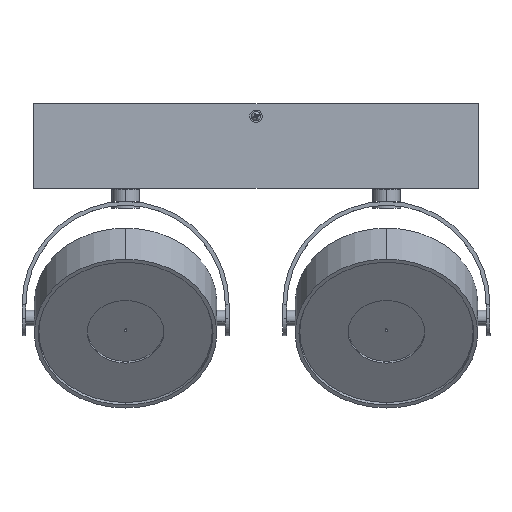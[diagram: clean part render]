
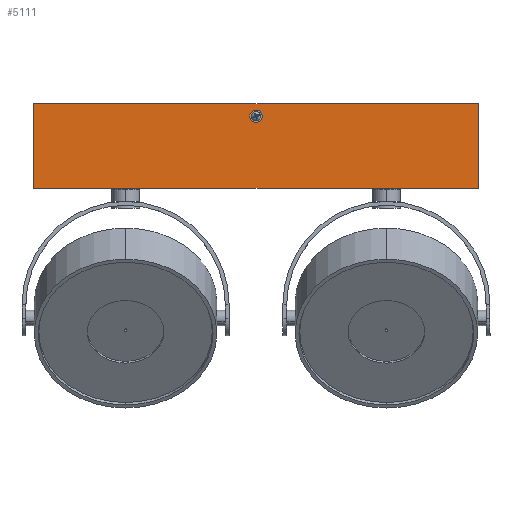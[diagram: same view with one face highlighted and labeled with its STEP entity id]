
A CAD part, top view. The second image highlights one B-rep face of the part: STEP entity #5111.
In plain terms, the highlighted planar face has unit normal (0, 0, 1).
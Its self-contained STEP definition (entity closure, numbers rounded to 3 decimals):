
#25 = AXIS2_PLACEMENT_3D ( 'NONE', #93, #12963, #1945 ) ;
#93 = CARTESIAN_POINT ( 'NONE',  ( 0., 48.5, 25. ) ) ;
#890 = AXIS2_PLACEMENT_3D ( 'NONE', #13949, #2949, #15774 ) ;
#1184 = ORIENTED_EDGE ( 'NONE', *, *, #7689, .F. ) ;
#1185 = VECTOR ( 'NONE', #3355, 1000. ) ;
#1471 = CARTESIAN_POINT ( 'NONE',  ( -2.25, 45.5, 25. ) ) ;
#1684 = CARTESIAN_POINT ( 'NONE',  ( -145., 0., 25. ) ) ;
#1945 = DIRECTION ( 'NONE',  ( 1., 0., 0. ) ) ;
#2073 = LINE ( 'NONE', #22485, #22334 ) ;
#2276 = EDGE_LOOP ( 'NONE', ( #16406, #1184, #19119, #6494 ) ) ;
#2464 = CARTESIAN_POINT ( 'NONE',  ( 2.25, 45.5, 25. ) ) ;
#2472 = VERTEX_POINT ( 'NONE', #6547 ) ;
#2924 = LINE ( 'NONE', #14244, #7822 ) ;
#2949 = DIRECTION ( 'NONE',  ( 0., 0., 1. ) ) ;
#3188 = CARTESIAN_POINT ( 'NONE',  ( 145., 55., 25. ) ) ;
#3355 = DIRECTION ( 'NONE',  ( 0., -1., 0. ) ) ;
#3821 = CIRCLE ( 'NONE', #25, 2.25 ) ;
#4010 = ORIENTED_EDGE ( 'NONE', *, *, #8154, .T. ) ;
#5011 = PLANE ( 'NONE',  #5640 ) ;
#5111 = ADVANCED_FACE ( 'NONE', ( #22684, #12773 ), #5011, .F. ) ;
#5185 = EDGE_LOOP ( 'NONE', ( #4010, #8057, #9816, #22357 ) ) ;
#5238 = LINE ( 'NONE', #11819, #19951 ) ;
#5562 = CARTESIAN_POINT ( 'NONE',  ( 145., 55., 25. ) ) ;
#5640 = AXIS2_PLACEMENT_3D ( 'NONE', #6847, #21664, #10537 ) ;
#6024 = CARTESIAN_POINT ( 'NONE',  ( -2.25, 45.5, 25. ) ) ;
#6416 = CARTESIAN_POINT ( 'NONE',  ( 2.25, 48.5, 25. ) ) ;
#6494 = ORIENTED_EDGE ( 'NONE', *, *, #7986, .F. ) ;
#6547 = CARTESIAN_POINT ( 'NONE',  ( -2.25, 48.5, 25. ) ) ;
#6630 = CARTESIAN_POINT ( 'NONE',  ( -145., 55., 25. ) ) ;
#6795 = VERTEX_POINT ( 'NONE', #6416 ) ;
#6847 = CARTESIAN_POINT ( 'NONE',  ( 145., 0., 25. ) ) ;
#7336 = DIRECTION ( 'NONE',  ( -1., 0., 0. ) ) ;
#7559 = EDGE_CURVE ( 'NONE', #23219, #6795, #2073, .T. ) ;
#7689 = EDGE_CURVE ( 'NONE', #10199, #23219, #12720, .T. ) ;
#7822 = VECTOR ( 'NONE', #16079, 1000. ) ;
#7837 = EDGE_CURVE ( 'NONE', #2472, #10199, #11546, .T. ) ;
#7986 = EDGE_CURVE ( 'NONE', #6795, #2472, #3821, .T. ) ;
#8057 = ORIENTED_EDGE ( 'NONE', *, *, #8226, .F. ) ;
#8154 = EDGE_CURVE ( 'NONE', #19046, #22564, #5238, .T. ) ;
#8226 = EDGE_CURVE ( 'NONE', #23238, #22564, #18233, .T. ) ;
#8332 = EDGE_CURVE ( 'NONE', #18780, #23238, #2924, .T. ) ;
#8511 = EDGE_CURVE ( 'NONE', #18780, #19046, #22881, .T. ) ;
#8674 = VECTOR ( 'NONE', #7336, 1000. ) ;
#9507 = DIRECTION ( 'NONE',  ( 0., 1., 0. ) ) ;
#9816 = ORIENTED_EDGE ( 'NONE', *, *, #8332, .F. ) ;
#10069 = DIRECTION ( 'NONE',  ( 0., -1., 0. ) ) ;
#10199 = VERTEX_POINT ( 'NONE', #6024 ) ;
#10537 = DIRECTION ( 'NONE',  ( -1., 0., 0. ) ) ;
#11546 = LINE ( 'NONE', #1471, #1185 ) ;
#11819 = CARTESIAN_POINT ( 'NONE',  ( -145., 0., 25. ) ) ;
#12072 = DIRECTION ( 'NONE',  ( -1., 0., 0. ) ) ;
#12720 = CIRCLE ( 'NONE', #890, 2.25 ) ;
#12773 = FACE_OUTER_BOUND ( 'NONE', #5185, .T. ) ;
#12963 = DIRECTION ( 'NONE',  ( 0., 0., 1. ) ) ;
#13852 = VECTOR ( 'NONE', #12072, 1000. ) ;
#13949 = CARTESIAN_POINT ( 'NONE',  ( 0., 45.5, 25. ) ) ;
#14244 = CARTESIAN_POINT ( 'NONE',  ( 145., 0., 25. ) ) ;
#15310 = CARTESIAN_POINT ( 'NONE',  ( 145., 0., 25. ) ) ;
#15774 = DIRECTION ( 'NONE',  ( 1., 0., 0. ) ) ;
#16079 = DIRECTION ( 'NONE',  ( 0., -1., 0. ) ) ;
#16406 = ORIENTED_EDGE ( 'NONE', *, *, #7559, .F. ) ;
#18233 = LINE ( 'NONE', #23231, #13852 ) ;
#18780 = VERTEX_POINT ( 'NONE', #3188 ) ;
#19046 = VERTEX_POINT ( 'NONE', #6630 ) ;
#19119 = ORIENTED_EDGE ( 'NONE', *, *, #7837, .F. ) ;
#19951 = VECTOR ( 'NONE', #10069, 1000. ) ;
#21664 = DIRECTION ( 'NONE',  ( 0., 0., -1. ) ) ;
#22334 = VECTOR ( 'NONE', #9507, 1000. ) ;
#22357 = ORIENTED_EDGE ( 'NONE', *, *, #8511, .T. ) ;
#22485 = CARTESIAN_POINT ( 'NONE',  ( 2.25, 45.5, 25. ) ) ;
#22564 = VERTEX_POINT ( 'NONE', #1684 ) ;
#22684 = FACE_BOUND ( 'NONE', #2276, .T. ) ;
#22881 = LINE ( 'NONE', #5562, #8674 ) ;
#23219 = VERTEX_POINT ( 'NONE', #2464 ) ;
#23231 = CARTESIAN_POINT ( 'NONE',  ( 145., 0., 25. ) ) ;
#23238 = VERTEX_POINT ( 'NONE', #15310 ) ;
